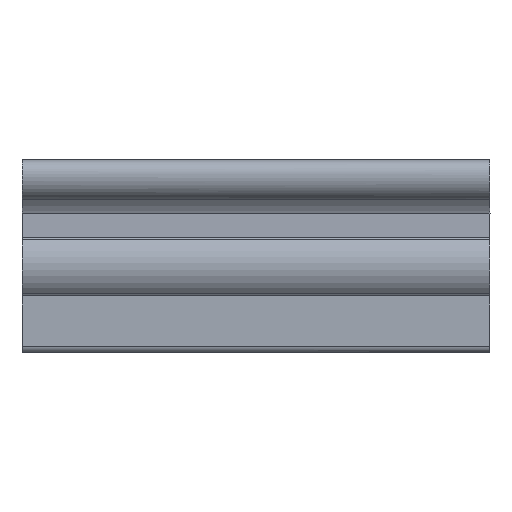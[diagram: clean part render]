
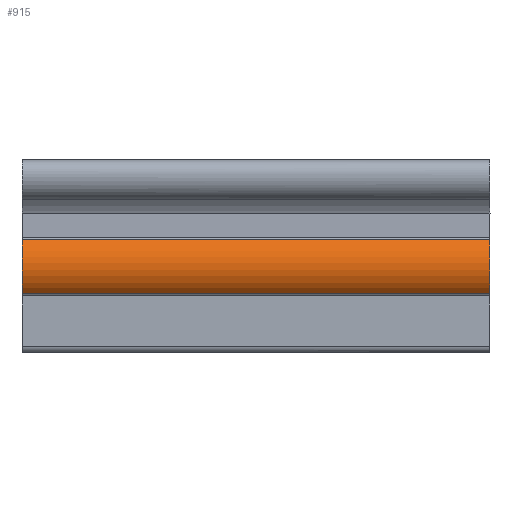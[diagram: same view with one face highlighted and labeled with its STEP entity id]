
A CAD part, left-side view. The second image highlights one B-rep face of the part: STEP entity #915.
In plain terms, the highlighted cylindrical face has radius 4.188 mm (diameter 8.376 mm), a partial arc.
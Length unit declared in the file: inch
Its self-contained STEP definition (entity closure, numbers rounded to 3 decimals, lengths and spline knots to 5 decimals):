
#46 = AXIS2_PLACEMENT_3D ( 'NONE', #835, #1143, #312 ) ;
#98 = VERTEX_POINT ( 'NONE', #649 ) ;
#121 = CARTESIAN_POINT ( 'NONE',  ( -0.28915, -1.99856, -0.34284 ) ) ;
#267 = LINE ( 'NONE', #1070, #1078 ) ;
#312 = DIRECTION ( 'NONE',  ( 1., 0., 0. ) ) ;
#344 = DIRECTION ( 'NONE',  ( 0., -1., 0. ) ) ;
#369 = DIRECTION ( 'NONE',  ( 1., 0., 0. ) ) ;
#378 = ORIENTED_EDGE ( 'NONE', *, *, #1185, .F. ) ;
#379 = EDGE_CURVE ( 'NONE', #98, #784, #1235, .T. ) ;
#433 = DIRECTION ( 'NONE',  ( 0., -1., 0. ) ) ;
#484 = VERTEX_POINT ( 'NONE', #121 ) ;
#499 = ORIENTED_EDGE ( 'NONE', *, *, #631, .T. ) ;
#521 = DIRECTION ( 'NONE',  ( 0., 1., 0. ) ) ;
#557 = EDGE_LOOP ( 'NONE', ( #378, #740, #832, #499 ) ) ;
#586 = VECTOR ( 'NONE', #344, 39.37008 ) ;
#594 = FACE_OUTER_BOUND ( 'NONE', #557, .T. ) ;
#623 = CYLINDRICAL_SURFACE ( 'NONE', #1122, 0.16489 ) ;
#631 = EDGE_CURVE ( 'NONE', #98, #1223, #713, .T. ) ;
#649 = CARTESIAN_POINT ( 'NONE',  ( -0.28915, 0.00144, -0.57284 ) ) ;
#686 = CARTESIAN_POINT ( 'NONE',  ( -0.28915, -0.99856, -0.57284 ) ) ;
#713 = LINE ( 'NONE', #686, #586 ) ;
#740 = ORIENTED_EDGE ( 'NONE', *, *, #1094, .T. ) ;
#784 = VERTEX_POINT ( 'NONE', #1131 ) ;
#832 = ORIENTED_EDGE ( 'NONE', *, *, #379, .F. ) ;
#835 = CARTESIAN_POINT ( 'NONE',  ( -0.17099, 0.00144, -0.45784 ) ) ;
#882 = CARTESIAN_POINT ( 'NONE',  ( -0.28915, -1.99856, -0.57284 ) ) ;
#915 = ADVANCED_FACE ( 'NONE', ( #594 ), #623, .T. ) ;
#954 = CIRCLE ( 'NONE', #1169, 0.16489 ) ;
#979 = DIRECTION ( 'NONE',  ( 1., 0., 0. ) ) ;
#1013 = DIRECTION ( 'NONE',  ( 0., 1., 0. ) ) ;
#1019 = CARTESIAN_POINT ( 'NONE',  ( -0.17099, -2.19856, -0.45784 ) ) ;
#1070 = CARTESIAN_POINT ( 'NONE',  ( -0.28915, -0.99856, -0.34284 ) ) ;
#1078 = VECTOR ( 'NONE', #521, 39.37008 ) ;
#1094 = EDGE_CURVE ( 'NONE', #484, #784, #267, .T. ) ;
#1122 = AXIS2_PLACEMENT_3D ( 'NONE', #1019, #1013, #369 ) ;
#1131 = CARTESIAN_POINT ( 'NONE',  ( -0.28915, 0.00144, -0.34284 ) ) ;
#1143 = DIRECTION ( 'NONE',  ( 0., 1., 0. ) ) ;
#1169 = AXIS2_PLACEMENT_3D ( 'NONE', #1281, #433, #979 ) ;
#1185 = EDGE_CURVE ( 'NONE', #484, #1223, #954, .T. ) ;
#1223 = VERTEX_POINT ( 'NONE', #882 ) ;
#1235 = CIRCLE ( 'NONE', #46, 0.16489 ) ;
#1281 = CARTESIAN_POINT ( 'NONE',  ( -0.17099, -1.99856, -0.45784 ) ) ;
